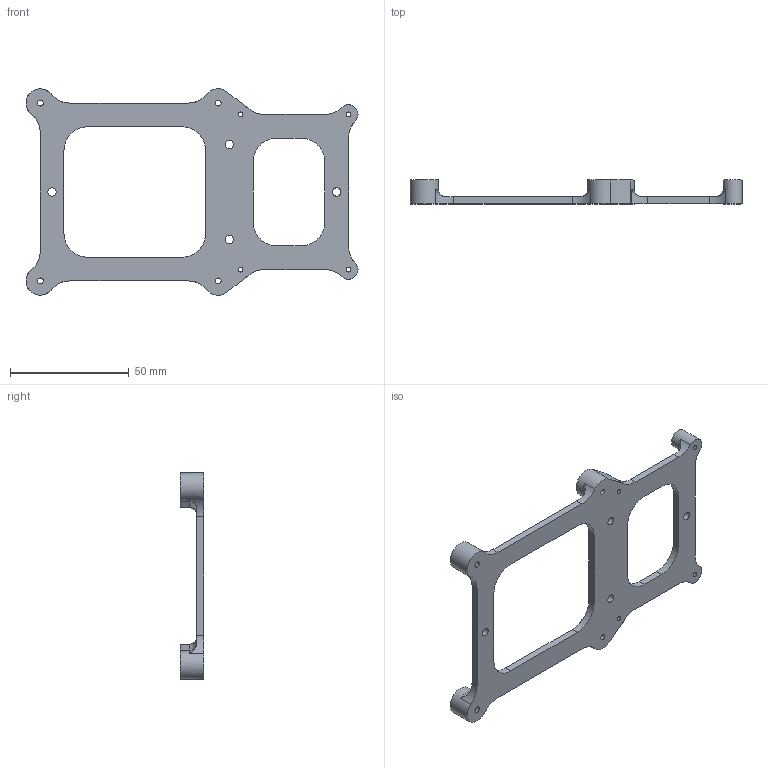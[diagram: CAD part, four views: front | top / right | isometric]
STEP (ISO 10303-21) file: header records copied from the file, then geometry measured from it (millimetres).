
FILE_DESCRIPTION(/* description */ (''),/* implementation_level */ '2;1');
FILE_NAME(/* name */ 'RFVplotter-PiAndMotorDriverMountingBracket-v1_0.step',/* time_stamp */ '2022-10-16T12:41:50+02:00',/* author */ (''),/* organization */ (''),/* preprocessor_version */ 'ST-DEVELOPER v19',/* originating_system */ 'Autodesk Translation Framework v11.7.0.108',/* authorisation */ '');
FILE_SCHEMA (('AUTOMOTIVE_DESIGN { 1 0 10303 214 3 1 1 }'));
Length unit declared in the file: millimetre
Products named in the file (1): RFVplotter-PiAndMotorDriverMountingBracket
Bounding box: 140 x 10 x 87 mm (x, y, z)
Volume: 20576.6 mm3; surface area: 15033.6 mm2
Topology: 1 solids, 1 shells, 76 faces, 218 edges, 144 vertices
Faces by surface type: cylinder 42, plane 26, torus 8
Full cylindrical faces by diameter (mm): 2 x4, 2.5 x4, 3.5 x4, 8 x2, 12 x2
Entity records: 2714 total; most frequent: CARTESIAN_POINT 547, DIRECTION 464, ORIENTED_EDGE 436, EDGE_CURVE 218, AXIS2_PLACEMENT_3D 181, VERTEX_POINT 144, EDGE_LOOP 104, CIRCLE 104
